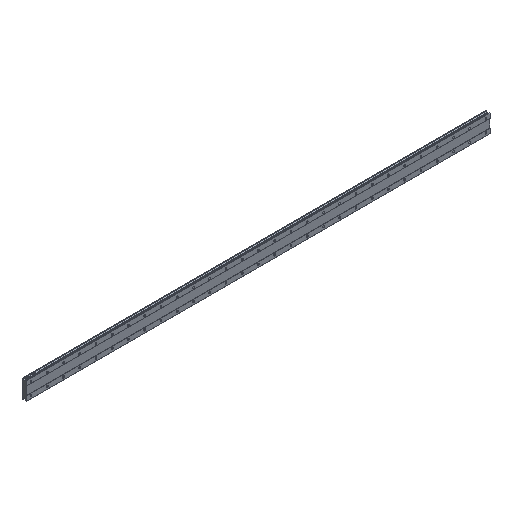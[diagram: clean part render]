
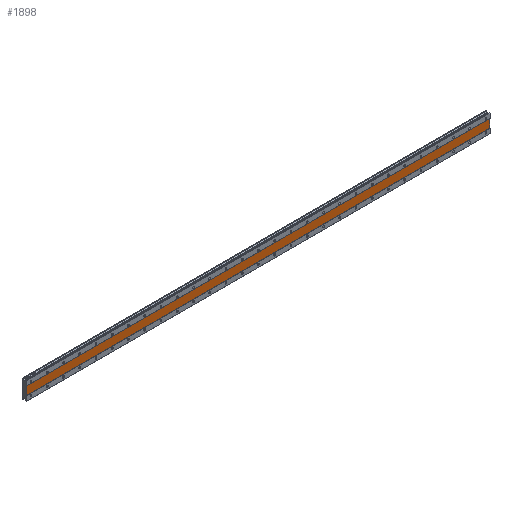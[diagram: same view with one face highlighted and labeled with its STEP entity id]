
A CAD part, isometric view. The second image highlights one B-rep face of the part: STEP entity #1898.
In plain terms, the highlighted planar face has unit normal (0, -1, 0).
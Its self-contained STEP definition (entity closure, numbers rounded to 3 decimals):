
#17 = CARTESIAN_POINT ( 'NONE',  ( 2260., 1., 20. ) ) ;
#445 = CARTESIAN_POINT ( 'NONE',  ( -20., 1., 20. ) ) ;
#912 = DIRECTION ( 'NONE',  ( 0., 0., 1. ) ) ;
#1898 = ADVANCED_FACE ( 'NONE', ( #5066 ), #8127, .F. ) ;
#1989 = VECTOR ( 'NONE', #6652, 1000. ) ;
#2234 = DIRECTION ( 'NONE',  ( 1., 0., 0. ) ) ;
#2336 = EDGE_CURVE ( 'NONE', #6917, #7338, #7416, .T. ) ;
#2340 = LINE ( 'NONE', #5427, #5202 ) ;
#2369 = CARTESIAN_POINT ( 'NONE',  ( -20., 1., -20. ) ) ;
#2814 = VECTOR ( 'NONE', #7830, 1000. ) ;
#2831 = DIRECTION ( 'NONE',  ( 0., 1., 0. ) ) ;
#3098 = ORIENTED_EDGE ( 'NONE', *, *, #6826, .F. ) ;
#3195 = CARTESIAN_POINT ( 'NONE',  ( 2260., 1., -20. ) ) ;
#3387 = EDGE_CURVE ( 'NONE', #7338, #6913, #7163, .T. ) ;
#3545 = CARTESIAN_POINT ( 'NONE',  ( 2260., 1., 20. ) ) ;
#4272 = ORIENTED_EDGE ( 'NONE', *, *, #3387, .F. ) ;
#4339 = VECTOR ( 'NONE', #2234, 1000. ) ;
#4424 = CARTESIAN_POINT ( 'NONE',  ( 2260., 1., -20. ) ) ;
#4870 = ORIENTED_EDGE ( 'NONE', *, *, #2336, .F. ) ;
#5066 = FACE_OUTER_BOUND ( 'NONE', #6366, .T. ) ;
#5202 = VECTOR ( 'NONE', #912, 1000. ) ;
#5427 = CARTESIAN_POINT ( 'NONE',  ( -20., 1., 20. ) ) ;
#5457 = CARTESIAN_POINT ( 'NONE',  ( 2260., 1., 20. ) ) ;
#5835 = DIRECTION ( 'NONE',  ( 0., 0., 1. ) ) ;
#6366 = EDGE_LOOP ( 'NONE', ( #4272, #4870, #3098, #6699 ) ) ;
#6652 = DIRECTION ( 'NONE',  ( 0., 0., -1. ) ) ;
#6694 = VERTEX_POINT ( 'NONE', #445 ) ;
#6699 = ORIENTED_EDGE ( 'NONE', *, *, #8001, .F. ) ;
#6826 = EDGE_CURVE ( 'NONE', #6694, #6917, #6987, .T. ) ;
#6913 = VERTEX_POINT ( 'NONE', #2369 ) ;
#6917 = VERTEX_POINT ( 'NONE', #5457 ) ;
#6987 = LINE ( 'NONE', #17, #4339 ) ;
#7163 = LINE ( 'NONE', #3195, #2814 ) ;
#7338 = VERTEX_POINT ( 'NONE', #4424 ) ;
#7416 = LINE ( 'NONE', #3545, #1989 ) ;
#7830 = DIRECTION ( 'NONE',  ( -1., 0., 0. ) ) ;
#8001 = EDGE_CURVE ( 'NONE', #6913, #6694, #2340, .T. ) ;
#8127 = PLANE ( 'NONE',  #9963 ) ;
#9843 = CARTESIAN_POINT ( 'NONE',  ( 2260., 1., 20. ) ) ;
#9963 = AXIS2_PLACEMENT_3D ( 'NONE', #9843, #2831, #5835 ) ;
